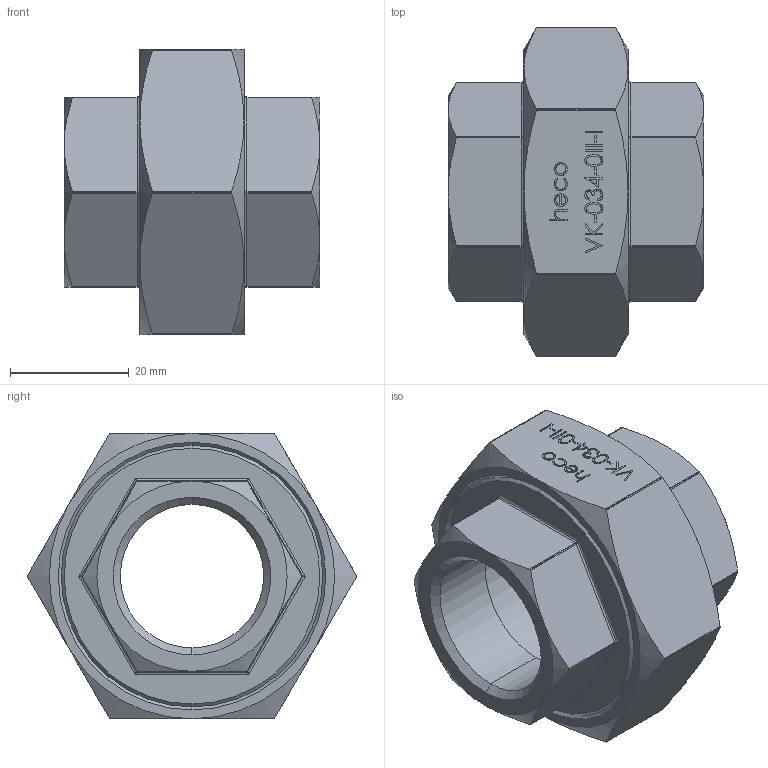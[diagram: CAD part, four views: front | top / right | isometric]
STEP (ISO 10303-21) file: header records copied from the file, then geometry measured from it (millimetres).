
FILE_DESCRIPTION (( 'STEP AP214' ), '1' );
FILE_NAME ('heco_VK-034-0II-I.STEP', '2016-09-22T08:07:24', ( '' ), ( '' ), 'SwSTEP 2.0', 'SolidWorks 2016', '' );
FILE_SCHEMA (( 'AUTOMOTIVE_DESIGN' ));
Length unit declared in the file: millimetre
Products named in the file (1): heco_VK-034-0II-I
Bounding box: 43 x 55.33 x 48.05 mm (x, y, z)
Volume: 33790.8 mm3; surface area: 12383.8 mm2
Topology: 1 solids, 1 shells, 307 faces, 770 edges, 482 vertices
Faces by surface type: plane 120, bspline 79, cylinder 72, cone 36
Entity records: 14799 total; most frequent: CARTESIAN_POINT 6639, ORIENTED_EDGE 1516, DIRECTION 976, EDGE_CURVE 758, VERTEX_POINT 482, VECTOR 394, LINE 394, EDGE_LOOP 338
